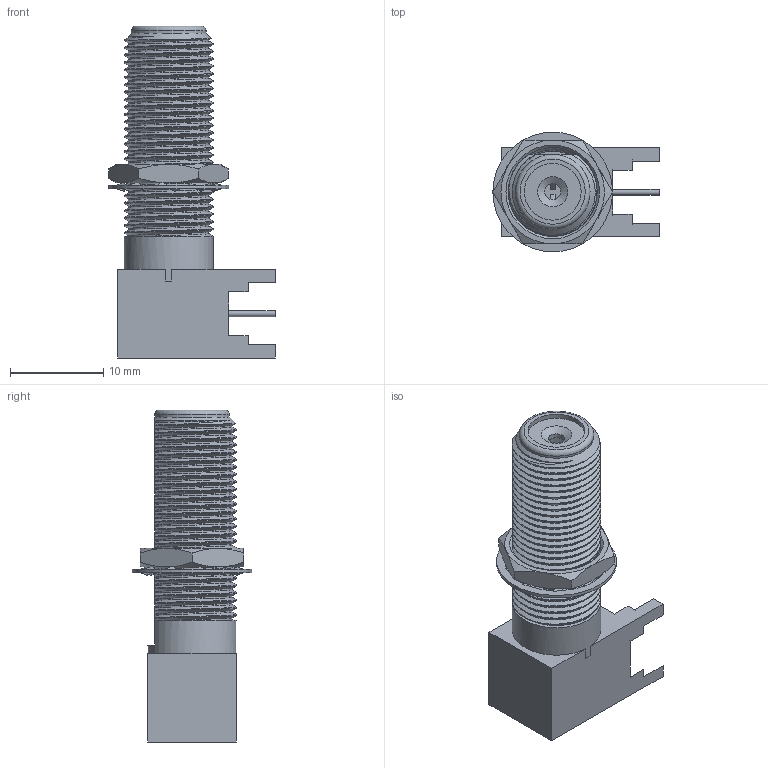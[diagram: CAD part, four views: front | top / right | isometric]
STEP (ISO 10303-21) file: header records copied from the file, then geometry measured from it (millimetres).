
FILE_DESCRIPTION (( 'STEP AP203' ), '1' );
FILE_NAME ('FMCN44214_3D.step', '2022-12-01T22:07:57', ( '' ), ( '' ), 'SwSTEP 2.0', 'SolidWorks 2021', '' );
FILE_SCHEMA (( 'CONFIG_CONTROL_DESIGN' ));
Products named in the file (1): FMCN44214_3D
Bounding box: 17.83 x 12.84 x 35.6 mm (x, y, z)
Volume: 2621.3 mm3; surface area: 2379.3 mm2
Topology: 3 solids, 3 shells, 266 faces, 776 edges, 523 vertices
Faces by surface type: bspline 130, cylinder 64, plane 55, cone 16, torus 1
Full cylindrical faces by diameter (mm): 0.635 x1, 1.727 x1, 4.572 x1, 6.096 x2, 8.001 x1, 9.525 x1, 12.837 x1
Entity records: 95791 total; most frequent: CARTESIAN_POINT 90181, ORIENTED_EDGE 1516, EDGE_CURVE 758, DIRECTION 676, VERTEX_POINT 517, EDGE_LOOP 289, B_SPLINE_CURVE_WITH_KNOTS 279, FACE_OUTER_BOUND 275
